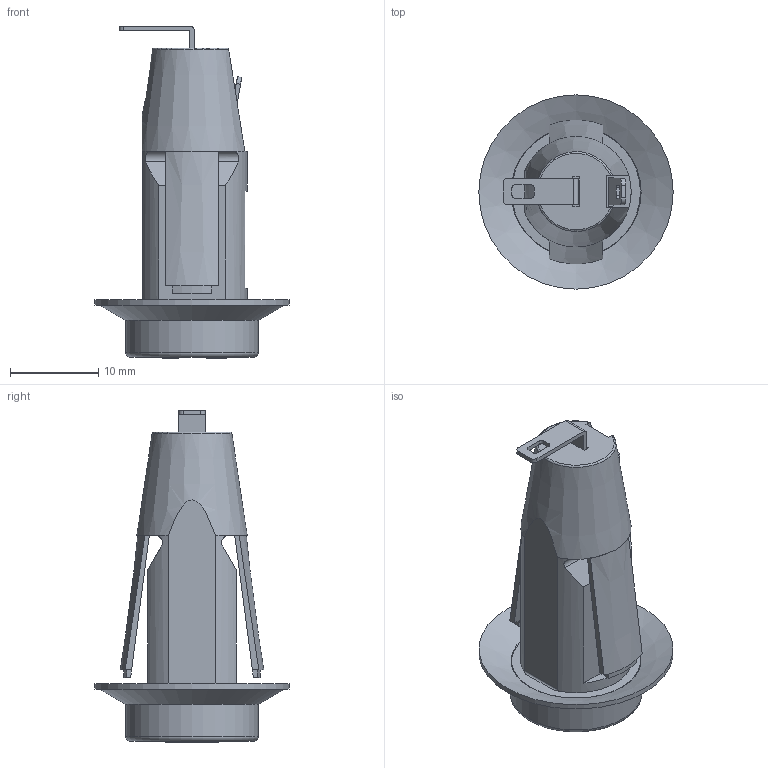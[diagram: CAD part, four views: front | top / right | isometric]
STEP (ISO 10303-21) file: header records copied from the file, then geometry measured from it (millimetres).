
FILE_DESCRIPTION( ( 'Unknown' ), '1' );
FILE_NAME( '696213001002.stp', 'Unknown', ( 'Unknown' ), ( 'Unknown' ), 'PSStep 17.0.49', 'Unknown', ' ' );
FILE_SCHEMA( ( 'AUTOMOTIVE_DESIGN { 1 0 10303 214 1 1 1 1 }' ) );
Length unit declared in the file: millimetre
Products named in the file (1): PTF_40
Bounding box: 22 x 22 x 37.6 mm (x, y, z)
Volume: 4064.1 mm3; surface area: 2911.8 mm2
Topology: 1 solids, 1 shells, 240 faces, 657 edges, 435 vertices
Faces by surface type: plane 205, cylinder 27, cone 5, torus 3
Full cylindrical faces by diameter (mm): 9.4 x1, 10.4 x1, 15 x1, 22 x1
Entity records: 10269 total; most frequent: CARTESIAN_POINT 2226, ORIENTED_EDGE 1296, DIRECTION 1187, EDGE_CURVE 648, LINE 561, VECTOR 561, VERTEX_POINT 434, AXIS2_PLACEMENT_3D 313
